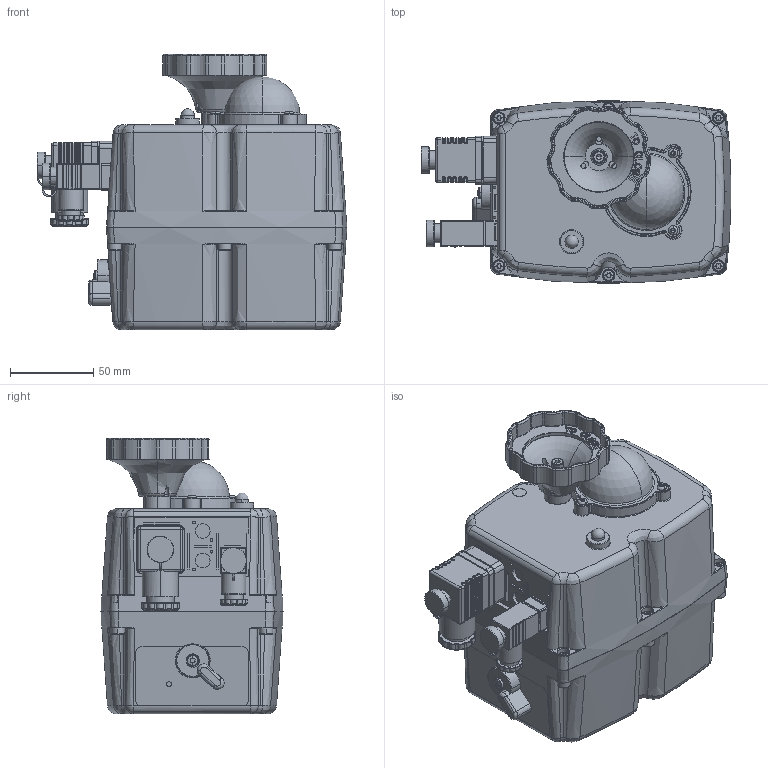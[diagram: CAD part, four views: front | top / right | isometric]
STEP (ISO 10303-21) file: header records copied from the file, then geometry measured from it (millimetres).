
FILE_DESCRIPTION(('HOOPS Exchange Step'),'2;1');
FILE_NAME('AN01_S20-35.stp','2025-03-05T09:48:57+01:00',('nieru'),('Unknown organisation'),'HOOPS Exchange 2024.2','HOOPS Exchange','Unknown authorisation');
FILE_SCHEMA( ('AP203_CONFIGURATION_CONTROLLED_3D_DESIGN_OF_MECHANICAL_PARTS_AND_ASSEMBLIES_MIM_LF') );
Length unit declared in the file: millimetre
Products named in the file (2): 0; root
Assembly tree (1 placements, depth 2):
  root
    0
Bounding box: 186.19 x 109.99 x 165.45 mm (x, y, z)
Volume: 1653556.8 mm3; surface area: 206776.1 mm2
Topology: 40 solids, 40 shells, 2942 faces, 7286 edges, 4425 vertices
Faces by surface type: cylinder 1017, bspline 629, plane 606, torus 580, cone 65, sphere 45
Full cylindrical faces by diameter (mm): 2.204 x3, 7.825 x1, 11 x1, 11.516 x1, 14 x1, 14.894 x1, 16.5 x1, 30 x1, 45 x1
Entity records: 172022 total; most frequent: CARTESIAN_POINT 108428, ORIENTED_EDGE 14448, DIRECTION 11423, EDGE_CURVE 7224, AXIS2_PLACEMENT_3D 4625, VERTEX_POINT 4425, EDGE_LOOP 3087, FACE_BOUND 3087
